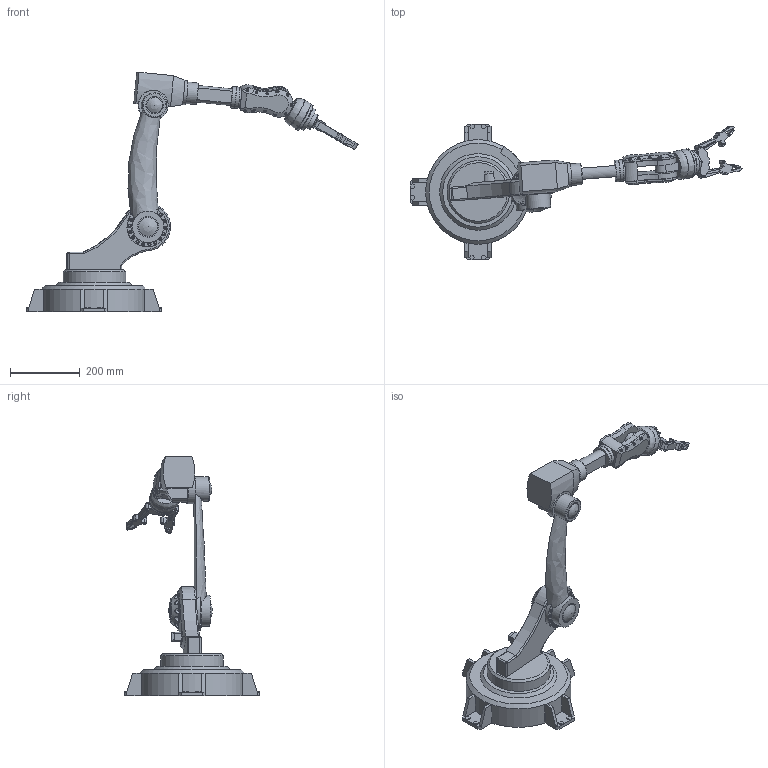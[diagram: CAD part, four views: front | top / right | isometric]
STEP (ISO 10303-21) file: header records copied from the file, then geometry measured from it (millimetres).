
FILE_DESCRIPTION(/* description */ (''),/* implementation_level */ '2;1');
FILE_NAME(/* name */ 'ROBOT ARM v6.step',/* time_stamp */ '2025-07-03T14:11:30+05:30',/* author */ (''),/* organization */ (''),/* preprocessor_version */ 'ST-DEVELOPER v20.1',/* originating_system */ 'Autodesk Translation Framework v14.10.0.0',/* authorisation */ '');
FILE_SCHEMA (('AUTOMOTIVE_DESIGN { 1 0 10303 214 3 1 1 }'));
Length unit declared in the file: millimetre
Products named in the file (11): ROBOT ARM; Jaw 1; Base; Component3; Jaw 3; Jaw 4; Jaw 5; Jaw 6; Gripper; Gripper (1); Jaw 2
Assembly tree (10 placements, depth 2):
  ROBOT ARM
    Jaw 1
    Base
    Component3
    Jaw 3
    Jaw 4
    Jaw 5
    Jaw 6
    Gripper
    Gripper (1)
    Jaw 2
Bounding box: 953.72 x 390.49 x 687.93 mm (x, y, z)
Volume: 11572313.2 mm3; surface area: 787607.1 mm2
Topology: 9 solids, 9 shells, 1551 faces, 3727 edges, 2445 vertices
Faces by surface type: plane 776, bspline 407, cylinder 341, cone 21, torus 4, sphere 2
Full cylindrical faces by diameter (mm): 2.5 x22, 3 x34, 3.2 x12, 3.5 x8, 4.5 x38, 5 x12, 6 x25, 7 x1, 9 x13, 13 x1, 20 x5, 30 x8, 35.371 x1, 38.593 x1, 45 x1, 47 x1, 50 x2, 54 x1, 55 x1, 60 x2, 62 x3, 69 x1, 70 x3, 79 x1, 82.5 x1, 84 x1, 85 x1, 90 x1, 180 x1
Entity records: 50112 total; most frequent: CARTESIAN_POINT 15817, ORIENTED_EDGE 7450, DIRECTION 5897, EDGE_CURVE 3725, VERTEX_POINT 2445, LINE 2029, VECTOR 2029, AXIS2_PLACEMENT_3D 1934
